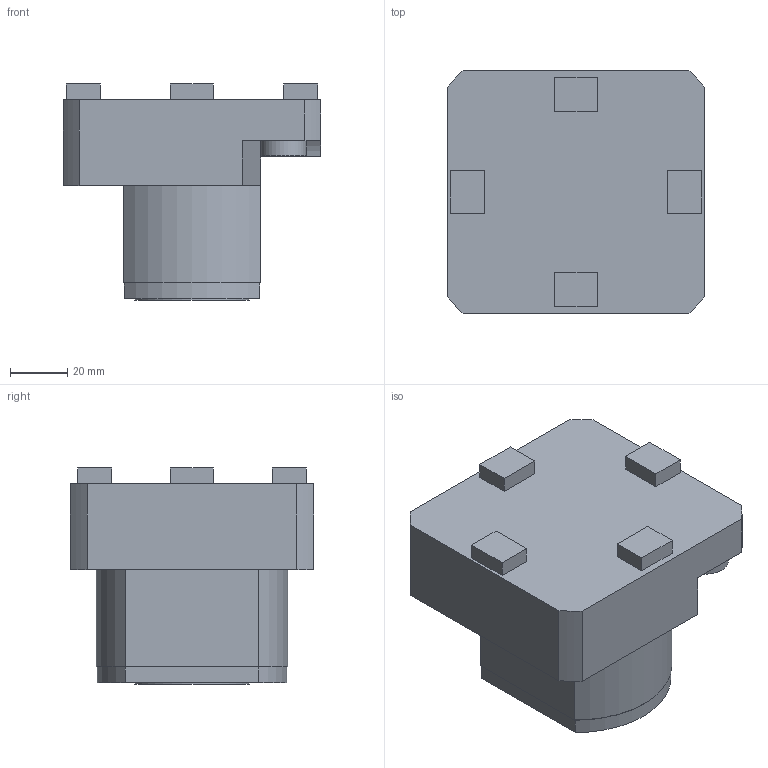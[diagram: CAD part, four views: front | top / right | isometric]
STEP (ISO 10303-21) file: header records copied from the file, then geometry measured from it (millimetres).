
FILE_DESCRIPTION(/* description */ (''),/* implementation_level */ '2;1');
FILE_NAME(/* name */ '1565605692501.stp',/* time_stamp */ '2019-08-12T12:28:17+02:00',/* author */ (''),/* organization */ ('SMS'),/* preprocessor_version */ 'ST-DEVELOPER v16.7',/* originating_system */ 'SIEMENS PLM Software NX 12.0',/* authorisation */ '');
FILE_SCHEMA (('AUTOMOTIVE_DESIGN { 1 0 10303 214 3 1 1 1 }'));
Length unit declared in the file: millimetre
Products named in the file (1): 200835931mod000_02
Bounding box: 90 x 85 x 75.5 mm (x, y, z)
Volume: 307462.1 mm3; surface area: 36282.2 mm2
Topology: 1 solids, 1 shells, 55 faces, 137 edges, 97 vertices
Faces by surface type: plane 41, cylinder 13, bspline 1
Full cylindrical faces by diameter (mm): 2.5 x1, 16 x1, 31.6 x1, 40 x1
Entity records: 1853 total; most frequent: CARTESIAN_POINT 497, DIRECTION 262, ORIENTED_EDGE 258, EDGE_CURVE 129, LINE 96, VECTOR 96, VERTEX_POINT 91, AXIS2_PLACEMENT_3D 83
